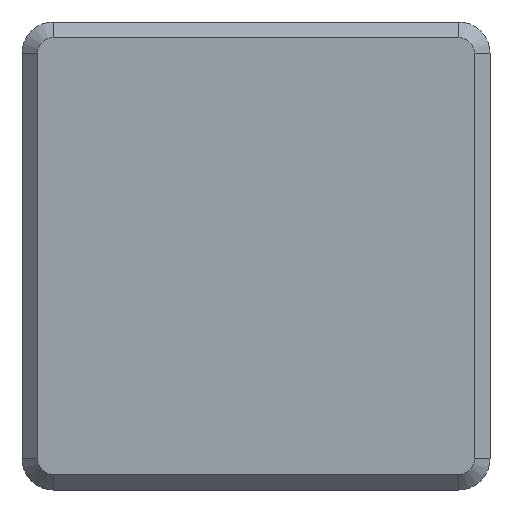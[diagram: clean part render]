
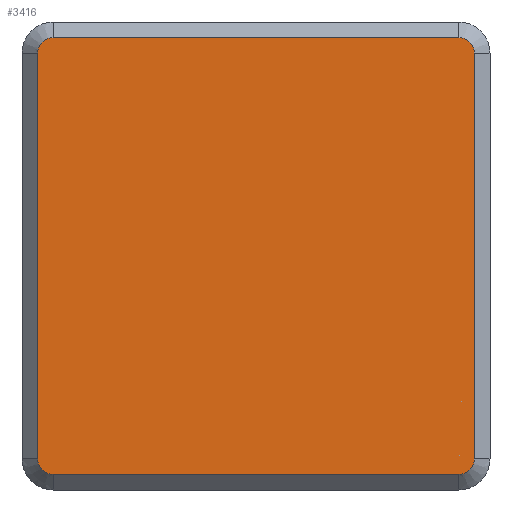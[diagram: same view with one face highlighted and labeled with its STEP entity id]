
A CAD part, front view. The second image highlights one B-rep face of the part: STEP entity #3416.
In plain terms, the highlighted planar face has unit normal (0, -1, 0).
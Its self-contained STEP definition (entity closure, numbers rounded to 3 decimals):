
#83=CIRCLE('',#3624,1.);
#85=CIRCLE('',#3628,1.);
#87=CIRCLE('',#3632,1.);
#89=CIRCLE('',#3636,1.);
#298=FACE_OUTER_BOUND('',#488,.T.);
#488=EDGE_LOOP('',(#2748,#2749,#2750,#2751,#2752,#2753,#2754,#2755));
#853=LINE('',#5217,#1248);
#856=LINE('',#5226,#1251);
#859=LINE('',#5235,#1254);
#862=LINE('',#5243,#1257);
#1248=VECTOR('',#4272,10.);
#1251=VECTOR('',#4283,10.);
#1254=VECTOR('',#4294,10.);
#1257=VECTOR('',#4305,10.);
#1571=VERTEX_POINT('',#5209);
#1572=VERTEX_POINT('',#5212);
#1573=VERTEX_POINT('',#5216);
#1574=VERTEX_POINT('',#5220);
#1575=VERTEX_POINT('',#5225);
#1576=VERTEX_POINT('',#5229);
#1577=VERTEX_POINT('',#5234);
#1578=VERTEX_POINT('',#5238);
#1998=EDGE_CURVE('',#1572,#1571,#83,.T.);
#1999=EDGE_CURVE('',#1571,#1573,#853,.T.);
#2003=EDGE_CURVE('',#1573,#1574,#85,.T.);
#2004=EDGE_CURVE('',#1574,#1575,#856,.T.);
#2008=EDGE_CURVE('',#1575,#1576,#87,.T.);
#2009=EDGE_CURVE('',#1576,#1577,#859,.T.);
#2013=EDGE_CURVE('',#1577,#1578,#89,.T.);
#2014=EDGE_CURVE('',#1578,#1572,#862,.T.);
#2748=ORIENTED_EDGE('',*,*,#1998,.F.);
#2749=ORIENTED_EDGE('',*,*,#2014,.F.);
#2750=ORIENTED_EDGE('',*,*,#2013,.F.);
#2751=ORIENTED_EDGE('',*,*,#2009,.F.);
#2752=ORIENTED_EDGE('',*,*,#2008,.F.);
#2753=ORIENTED_EDGE('',*,*,#2004,.F.);
#2754=ORIENTED_EDGE('',*,*,#2003,.F.);
#2755=ORIENTED_EDGE('',*,*,#1999,.F.);
#3252=PLANE('',#3642);
#3416=ADVANCED_FACE('',(#298),#3252,.T.);
#3624=AXIS2_PLACEMENT_3D('',#5214,#4268,#4269);
#3628=AXIS2_PLACEMENT_3D('',#5223,#4279,#4280);
#3632=AXIS2_PLACEMENT_3D('',#5232,#4290,#4291);
#3636=AXIS2_PLACEMENT_3D('',#5241,#4301,#4302);
#3642=AXIS2_PLACEMENT_3D('',#5248,#4314,#4315);
#4268=DIRECTION('center_axis',(0.,1.,0.));
#4269=DIRECTION('ref_axis',(0.707,0.,0.707));
#4272=DIRECTION('',(0.,0.,-1.));
#4279=DIRECTION('center_axis',(0.,1.,0.));
#4280=DIRECTION('ref_axis',(0.707,0.,-0.707));
#4283=DIRECTION('',(-1.,0.,0.));
#4290=DIRECTION('center_axis',(0.,1.,0.));
#4291=DIRECTION('ref_axis',(-0.707,0.,-0.707));
#4294=DIRECTION('',(0.,0.,1.));
#4301=DIRECTION('center_axis',(0.,1.,0.));
#4302=DIRECTION('ref_axis',(-0.707,0.,0.707));
#4305=DIRECTION('',(1.,0.,0.));
#4314=DIRECTION('center_axis',(0.,-1.,0.));
#4315=DIRECTION('ref_axis',(0.,0.,-1.));
#5209=CARTESIAN_POINT('',(14.,-3.,13.));
#5212=CARTESIAN_POINT('',(13.,-3.,14.));
#5214=CARTESIAN_POINT('Origin',(13.,-3.,13.));
#5216=CARTESIAN_POINT('',(14.,-3.,-13.));
#5217=CARTESIAN_POINT('',(14.,-3.,-7.5));
#5220=CARTESIAN_POINT('',(13.,-3.,-14.));
#5223=CARTESIAN_POINT('Origin',(13.,-3.,-13.));
#5225=CARTESIAN_POINT('',(-13.,-3.,-14.));
#5226=CARTESIAN_POINT('',(-7.5,-3.,-14.));
#5229=CARTESIAN_POINT('',(-14.,-3.,-13.));
#5232=CARTESIAN_POINT('Origin',(-13.,-3.,-13.));
#5234=CARTESIAN_POINT('',(-14.,-3.,13.));
#5235=CARTESIAN_POINT('',(-14.,-3.,7.5));
#5238=CARTESIAN_POINT('',(-13.,-3.,14.));
#5241=CARTESIAN_POINT('Origin',(-13.,-3.,13.));
#5243=CARTESIAN_POINT('',(7.5,-3.,14.));
#5248=CARTESIAN_POINT('Origin',(0.,-3.,0.));
